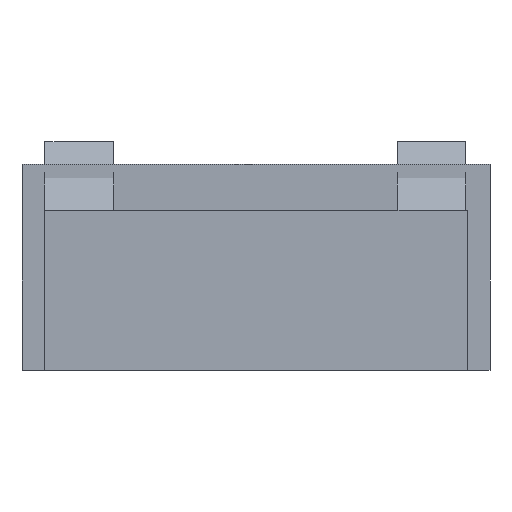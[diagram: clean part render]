
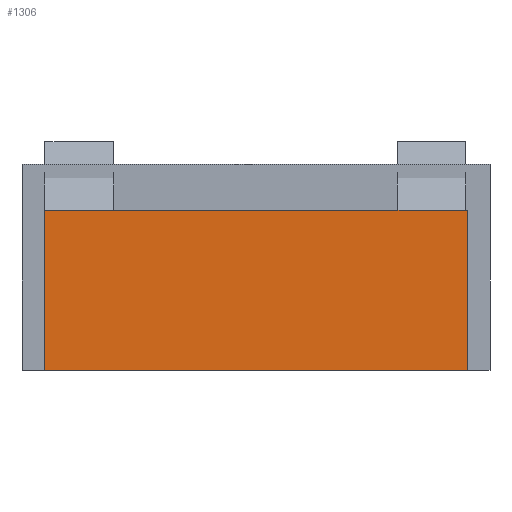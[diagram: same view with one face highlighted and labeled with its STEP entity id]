
A CAD part, left-side view. The second image highlights one B-rep face of the part: STEP entity #1306.
In plain terms, the highlighted planar face has unit normal (-1, 0, 0).
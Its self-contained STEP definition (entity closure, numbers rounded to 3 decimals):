
#49=PLANE('',#1399);
#117=FACE_OUTER_BOUND('',#188,.T.);
#188=EDGE_LOOP('',(#1043,#1044,#1045,#1046));
#311=LINE('',#1947,#486);
#316=LINE('',#1957,#491);
#317=LINE('',#1959,#492);
#318=LINE('',#1960,#493);
#486=VECTOR('',#1583,10.);
#491=VECTOR('',#1590,10.);
#492=VECTOR('',#1593,10.);
#493=VECTOR('',#1594,10.);
#654=VERTEX_POINT('',#1944);
#655=VERTEX_POINT('',#1946);
#657=VERTEX_POINT('',#1951);
#659=VERTEX_POINT('',#1955);
#800=EDGE_CURVE('',#654,#655,#311,.T.);
#805=EDGE_CURVE('',#657,#659,#316,.T.);
#806=EDGE_CURVE('',#657,#654,#317,.T.);
#807=EDGE_CURVE('',#655,#659,#318,.T.);
#1043=ORIENTED_EDGE('',*,*,#806,.F.);
#1044=ORIENTED_EDGE('',*,*,#805,.T.);
#1045=ORIENTED_EDGE('',*,*,#807,.F.);
#1046=ORIENTED_EDGE('',*,*,#800,.F.);
#1306=ADVANCED_FACE('',(#117),#49,.T.);
#1399=AXIS2_PLACEMENT_3D('',#1958,#1591,#1592);
#1583=DIRECTION('',(0.,0.,1.));
#1590=DIRECTION('',(0.,0.,1.));
#1591=DIRECTION('center_axis',(-1.,0.,0.));
#1592=DIRECTION('ref_axis',(0.,-1.,0.));
#1593=DIRECTION('',(0.,1.,0.));
#1594=DIRECTION('',(0.,-1.,0.));
#1944=CARTESIAN_POINT('',(-23.242,8.998,-45.));
#1946=CARTESIAN_POINT('',(-23.242,8.998,-38.));
#1947=CARTESIAN_POINT('',(-23.242,8.998,-45.));
#1951=CARTESIAN_POINT('',(-23.242,-9.45,-45.));
#1955=CARTESIAN_POINT('',(-23.242,-9.45,-38.));
#1957=CARTESIAN_POINT('',(-23.242,-9.45,-45.));
#1958=CARTESIAN_POINT('Origin',(-23.242,8.998,-45.));
#1959=CARTESIAN_POINT('',(-23.242,-9.45,-45.));
#1960=CARTESIAN_POINT('',(-23.242,-9.45,-38.));
